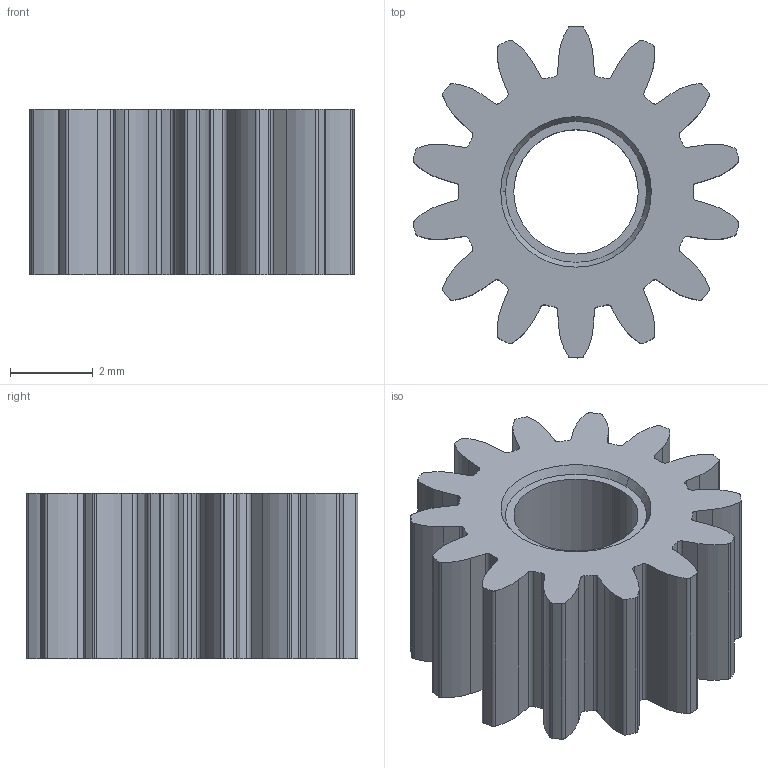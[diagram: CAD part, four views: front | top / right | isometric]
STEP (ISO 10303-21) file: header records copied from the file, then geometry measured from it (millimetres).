
FILE_DESCRIPTION (( 'STEP AP203' ), '1' );
FILE_NAME ('Gear00722.step', '2018-04-19T05:20:42', ( '' ), ( '' ), 'SwSTEP 2.0', 'SolidWorks 2012', '' );
FILE_SCHEMA (( 'CONFIG_CONTROL_DESIGN' ));
Length unit declared in the file: millimetre
Products named in the file (1): Gear00722
Bounding box: 7.85 x 8 x 4 mm (x, y, z)
Volume: 119.7 mm3; surface area: 273.2 mm2
Topology: 1 solids, 1 shells, 161 faces, 471 edges, 314 vertices
Faces by surface type: cylinder 97, plane 32, bspline 28, cone 4
Entity records: 5788 total; most frequent: CARTESIAN_POINT 1423, ORIENTED_EDGE 942, DIRECTION 885, EDGE_CURVE 471, AXIS2_PLACEMENT_3D 336, VERTEX_POINT 314, VECTOR 213, LINE 213
